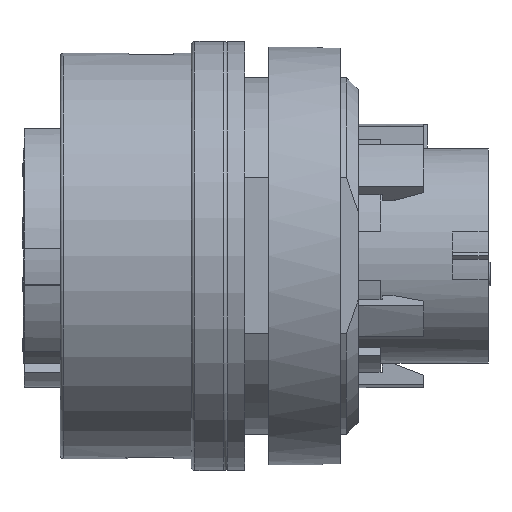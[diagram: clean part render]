
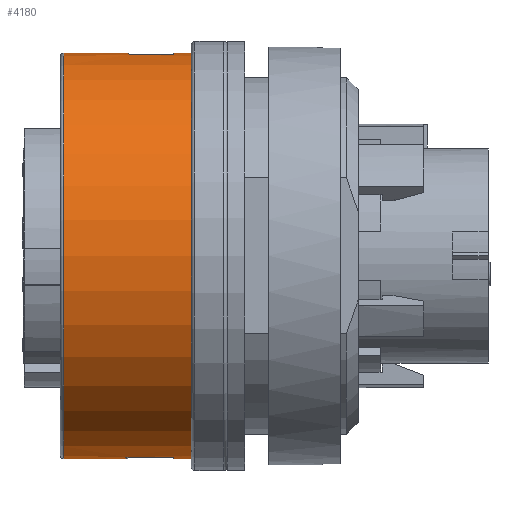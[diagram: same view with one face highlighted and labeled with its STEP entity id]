
A CAD part, top view. The second image highlights one B-rep face of the part: STEP entity #4180.
In plain terms, the highlighted cylindrical face has radius 17 mm (diameter 34 mm), a full revolution.
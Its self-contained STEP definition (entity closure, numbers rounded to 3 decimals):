
#874=ELLIPSE('',#13292,17.042,17.);
#875=ELLIPSE('',#13293,17.042,17.);
#1149=CYLINDRICAL_SURFACE('',#13296,17.);
#2026=LINE('',#20523,#2980);
#2027=LINE('',#20527,#2981);
#2028=LINE('',#20531,#2982);
#2029=LINE('',#20535,#2983);
#2980=VECTOR('',#16228,1.);
#2981=VECTOR('',#16231,1.);
#2982=VECTOR('',#16234,1.);
#2983=VECTOR('',#16237,1.);
#3608=FACE_BOUND('',#5980,.T.);
#3609=FACE_BOUND('',#5981,.T.);
#3610=FACE_BOUND('',#5982,.T.);
#3611=FACE_BOUND('',#5983,.T.);
#4180=ADVANCED_FACE('',(#3608,#3609,#3610,#3611),#1149,.T.);
#5980=EDGE_LOOP('',(#8678));
#5981=EDGE_LOOP('',(#8679,#8680,#8681,#8682));
#5982=EDGE_LOOP('',(#8683,#8684,#8685,#8686));
#5983=EDGE_LOOP('',(#8687));
#8678=ORIENTED_EDGE('',*,*,#11703,.T.);
#8679=ORIENTED_EDGE('',*,*,#11704,.T.);
#8680=ORIENTED_EDGE('',*,*,#11705,.T.);
#8681=ORIENTED_EDGE('',*,*,#11706,.T.);
#8682=ORIENTED_EDGE('',*,*,#11707,.T.);
#8683=ORIENTED_EDGE('',*,*,#11708,.T.);
#8684=ORIENTED_EDGE('',*,*,#11709,.T.);
#8685=ORIENTED_EDGE('',*,*,#11710,.T.);
#8686=ORIENTED_EDGE('',*,*,#11711,.T.);
#8687=ORIENTED_EDGE('',*,*,#11712,.F.);
#10246=VERTEX_POINT('',#20519);
#10247=VERTEX_POINT('',#20521);
#10248=VERTEX_POINT('',#20522);
#10249=VERTEX_POINT('',#20524);
#10250=VERTEX_POINT('',#20526);
#10251=VERTEX_POINT('',#20529);
#10252=VERTEX_POINT('',#20530);
#10253=VERTEX_POINT('',#20532);
#10254=VERTEX_POINT('',#20534);
#10255=VERTEX_POINT('',#20537);
#11703=EDGE_CURVE('',#10246,#10246,#12299,.T.);
#11704=EDGE_CURVE('',#10247,#10248,#12300,.T.);
#11705=EDGE_CURVE('',#10248,#10249,#2026,.T.);
#11706=EDGE_CURVE('',#10249,#10250,#874,.T.);
#11707=EDGE_CURVE('',#10250,#10247,#2027,.T.);
#11708=EDGE_CURVE('',#10251,#10252,#875,.T.);
#11709=EDGE_CURVE('',#10252,#10253,#2028,.T.);
#11710=EDGE_CURVE('',#10253,#10254,#12301,.T.);
#11711=EDGE_CURVE('',#10254,#10251,#2029,.T.);
#11712=EDGE_CURVE('',#10255,#10255,#12302,.T.);
#12299=CIRCLE('',#13290,17.);
#12300=CIRCLE('',#13291,17.);
#12301=CIRCLE('',#13294,17.);
#12302=CIRCLE('',#13295,17.);
#13290=AXIS2_PLACEMENT_3D('',#20518,#16224,#16225);
#13291=AXIS2_PLACEMENT_3D('',#20520,#16226,#16227);
#13292=AXIS2_PLACEMENT_3D('',#20525,#16229,#16230);
#13293=AXIS2_PLACEMENT_3D('',#20528,#16232,#16233);
#13294=AXIS2_PLACEMENT_3D('',#20533,#16235,#16236);
#13295=AXIS2_PLACEMENT_3D('',#20536,#16238,#16239);
#13296=AXIS2_PLACEMENT_3D('',#20538,#16240,#16241);
#16224=DIRECTION('',(0.,1.,0.));
#16225=DIRECTION('',(0.,0.,1.));
#16226=DIRECTION('',(0.,1.,0.));
#16227=DIRECTION('',(0.,0.,1.));
#16228=DIRECTION('',(0.,-1.,0.));
#16229=DIRECTION('',(-0.07,-0.998,0.));
#16230=DIRECTION('',(-0.998,0.07,0.));
#16231=DIRECTION('',(0.,1.,0.));
#16232=DIRECTION('',(0.07,-0.998,0.));
#16233=DIRECTION('',(0.998,0.07,0.));
#16234=DIRECTION('',(0.,1.,0.));
#16235=DIRECTION('',(0.,1.,0.));
#16236=DIRECTION('',(0.,0.,1.));
#16237=DIRECTION('',(0.,-1.,0.));
#16238=DIRECTION('',(0.,1.,0.));
#16239=DIRECTION('',(0.,0.,1.));
#16240=DIRECTION('',(0.,1.,0.));
#16241=DIRECTION('',(0.,0.,1.));
#20518=CARTESIAN_POINT('',(0.,3.3,0.));
#20519=CARTESIAN_POINT('',(0.,3.3,17.));
#20520=CARTESIAN_POINT('',(0.,12.52,0.));
#20521=CARTESIAN_POINT('',(2.,12.52,-16.882));
#20522=CARTESIAN_POINT('',(-2.,12.52,-16.882));
#20523=CARTESIAN_POINT('',(-2.,0.,-16.882));
#20524=CARTESIAN_POINT('',(-2.,8.8,-16.882));
#20525=CARTESIAN_POINT('',(0.,8.66,0.));
#20526=CARTESIAN_POINT('',(2.,8.52,-16.882));
#20527=CARTESIAN_POINT('',(2.,0.,-16.882));
#20528=CARTESIAN_POINT('',(0.,8.66,0.));
#20529=CARTESIAN_POINT('',(2.,8.8,16.882));
#20530=CARTESIAN_POINT('',(-2.,8.52,16.882));
#20531=CARTESIAN_POINT('',(-2.,0.,16.882));
#20532=CARTESIAN_POINT('',(-2.,12.52,16.882));
#20533=CARTESIAN_POINT('',(0.,12.52,0.));
#20534=CARTESIAN_POINT('',(2.,12.52,16.882));
#20535=CARTESIAN_POINT('',(2.,0.,16.882));
#20536=CARTESIAN_POINT('',(0.,14.,0.));
#20537=CARTESIAN_POINT('',(0.,14.,17.));
#20538=CARTESIAN_POINT('',(0.,0.,0.));
